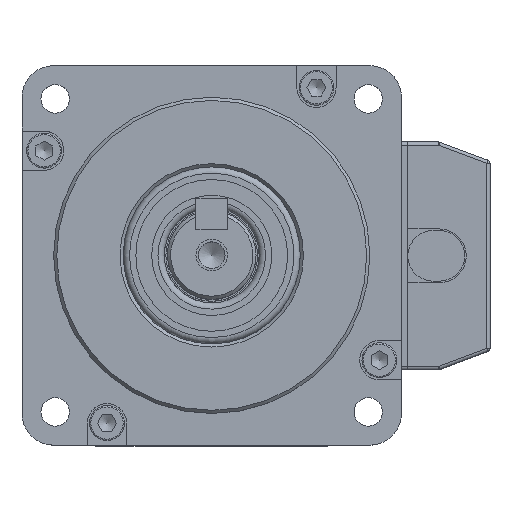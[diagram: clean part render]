
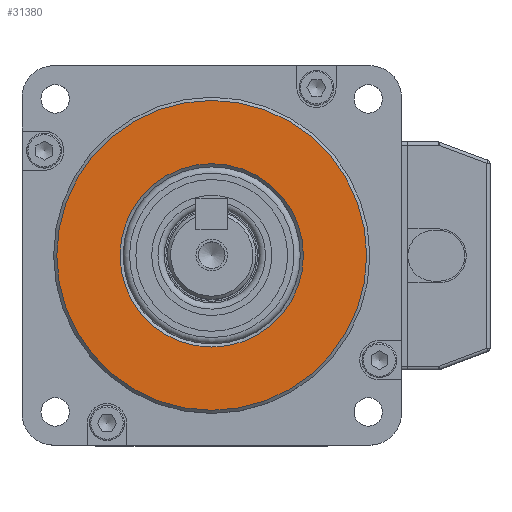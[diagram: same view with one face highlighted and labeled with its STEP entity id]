
A CAD part, top view. The second image highlights one B-rep face of the part: STEP entity #31380.
In plain terms, the highlighted planar face has unit normal (0, 0, 1).
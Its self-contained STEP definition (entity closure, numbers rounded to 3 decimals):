
#823=FACE_BOUND('',#3361,.T.);
#1633=FACE_OUTER_BOUND('',#3360,.T.);
#3360=EDGE_LOOP('',(#23083,#23084));
#3361=EDGE_LOOP('',(#23085));
#4684=CIRCLE('',#33306,24.5);
#4685=CIRCLE('',#33307,24.5);
#4686=CIRCLE('',#33308,14.5);
#13138=VERTEX_POINT('',#48506);
#13139=VERTEX_POINT('',#48507);
#13140=VERTEX_POINT('',#48510);
#16729=EDGE_CURVE('',#13138,#13139,#4684,.T.);
#16730=EDGE_CURVE('',#13139,#13138,#4685,.T.);
#16731=EDGE_CURVE('',#13140,#13140,#4686,.T.);
#23083=ORIENTED_EDGE('',*,*,#16729,.T.);
#23084=ORIENTED_EDGE('',*,*,#16730,.T.);
#23085=ORIENTED_EDGE('',*,*,#16731,.T.);
#28538=PLANE('',#33305);
#31380=ADVANCED_FACE('',(#1633,#823),#28538,.T.);
#33305=AXIS2_PLACEMENT_3D('',#48505,#38864,#38865);
#33306=AXIS2_PLACEMENT_3D('',#48508,#38866,#38867);
#33307=AXIS2_PLACEMENT_3D('',#48509,#38868,#38869);
#33308=AXIS2_PLACEMENT_3D('',#48511,#38870,#38871);
#38864=DIRECTION('center_axis',(0.,0.,1.));
#38865=DIRECTION('ref_axis',(0.,-1.,0.));
#38866=DIRECTION('center_axis',(0.,0.,1.));
#38867=DIRECTION('ref_axis',(0.,1.,0.));
#38868=DIRECTION('center_axis',(0.,0.,1.));
#38869=DIRECTION('ref_axis',(0.,1.,0.));
#38870=DIRECTION('center_axis',(0.,0.,-1.));
#38871=DIRECTION('ref_axis',(0.,-1.,0.));
#48505=CARTESIAN_POINT('Origin',(0.,0.,72.));
#48506=CARTESIAN_POINT('',(0.,-24.5,72.));
#48507=CARTESIAN_POINT('',(0.,24.5,72.));
#48508=CARTESIAN_POINT('Origin',(0.,0.,72.));
#48509=CARTESIAN_POINT('Origin',(0.,0.,72.));
#48510=CARTESIAN_POINT('',(0.,14.5,72.));
#48511=CARTESIAN_POINT('Origin',(0.,0.,72.));
